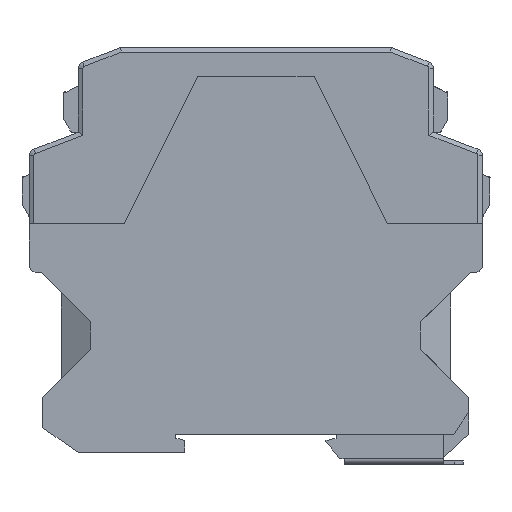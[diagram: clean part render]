
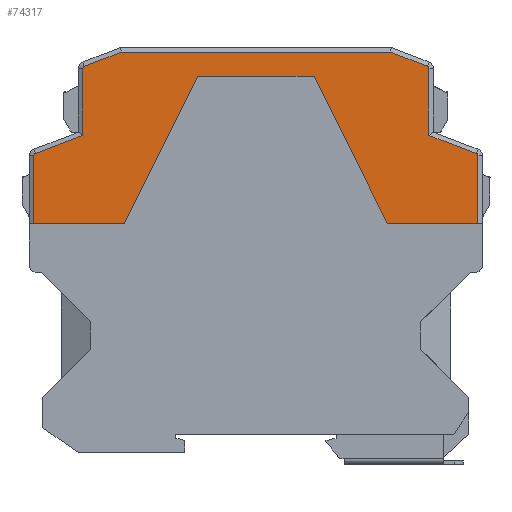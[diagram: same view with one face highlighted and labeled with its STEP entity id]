
A CAD part, left-side view. The second image highlights one B-rep face of the part: STEP entity #74317.
In plain terms, the highlighted face is planar.
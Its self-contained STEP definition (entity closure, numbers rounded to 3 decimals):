
#2801=CIRCLE('',#78936,0.5);
#2803=CIRCLE('',#78941,0.5);
#2829=CIRCLE('',#79090,0.5);
#2830=CIRCLE('',#79091,0.5);
#7264=VERTEX_POINT('',#110834);
#7265=VERTEX_POINT('',#110835);
#7276=VERTEX_POINT('',#110861);
#7277=VERTEX_POINT('',#110862);
#7288=VERTEX_POINT('',#110885);
#7289=VERTEX_POINT('',#110887);
#7329=VERTEX_POINT('',#110981);
#7330=VERTEX_POINT('',#110982);
#7351=VERTEX_POINT('',#111037);
#7358=VERTEX_POINT('',#111056);
#7486=VERTEX_POINT('',#111428);
#7487=VERTEX_POINT('',#111429);
#7490=VERTEX_POINT('',#111437);
#7491=VERTEX_POINT('',#111439);
#7519=VERTEX_POINT('',#111571);
#7520=VERTEX_POINT('',#111573);
#7524=VERTEX_POINT('',#111611);
#7525=VERTEX_POINT('',#111614);
#15631=VECTOR('',#90480,1.);
#15674=VECTOR('',#90537,1.);
#15700=VECTOR('',#90575,1.);
#15708=VECTOR('',#90586,1.);
#15886=VECTOR('',#90851,1.);
#15891=VECTOR('',#90857,1.);
#15893=VECTOR('',#90860,1.);
#15901=VECTOR('',#90871,1.);
#15956=VECTOR('',#90962,1.);
#15959=VECTOR('',#90967,1.);
#15974=VECTOR('',#91010,1.);
#15975=VECTOR('',#91011,1.);
#15976=VECTOR('',#91014,1.);
#15977=VECTOR('',#91015,1.);
#25038=LINE('',#110886,#15631);
#25081=LINE('',#110980,#15674);
#25107=LINE('',#111038,#15700);
#25115=LINE('',#111055,#15708);
#25293=LINE('',#111427,#15886);
#25298=LINE('',#111438,#15891);
#25300=LINE('',#111442,#15893);
#25308=LINE('',#111455,#15901);
#25363=LINE('',#111564,#15956);
#25366=LINE('',#111572,#15959);
#25381=LINE('',#111612,#15974);
#25382=LINE('',#111613,#15975);
#25383=LINE('',#111616,#15976);
#25384=LINE('',#111617,#15977);
#35465=EDGE_CURVE('',#7264,#7265,#2801,.T.);
#35477=EDGE_CURVE('',#7276,#7277,#2803,.T.);
#35489=EDGE_CURVE('',#7288,#7289,#25038,.T.);
#35534=EDGE_CURVE('',#7329,#7330,#25081,.T.);
#35562=EDGE_CURVE('',#7264,#7351,#25107,.T.);
#35570=EDGE_CURVE('',#7330,#7358,#25115,.T.);
#35765=EDGE_CURVE('',#7486,#7487,#25293,.T.);
#35770=EDGE_CURVE('',#7490,#7491,#25298,.T.);
#35772=EDGE_CURVE('',#7265,#7490,#25300,.T.);
#35780=EDGE_CURVE('',#7358,#7351,#25308,.T.);
#35837=EDGE_CURVE('',#7277,#7486,#25363,.T.);
#35840=EDGE_CURVE('',#7519,#7520,#25366,.T.);
#35860=EDGE_CURVE('',#7487,#7524,#2829,.T.);
#35861=EDGE_CURVE('',#7520,#7276,#25381,.T.);
#35862=EDGE_CURVE('',#7519,#7525,#25382,.T.);
#35863=EDGE_CURVE('',#7491,#7525,#2830,.T.);
#35864=EDGE_CURVE('',#7289,#7329,#25383,.T.);
#35865=EDGE_CURVE('',#7524,#7288,#25384,.T.);
#53259=ORIENTED_EDGE('',*,*,#35860,.F.);
#53260=ORIENTED_EDGE('',*,*,#35765,.F.);
#53261=ORIENTED_EDGE('',*,*,#35837,.F.);
#53262=ORIENTED_EDGE('',*,*,#35477,.F.);
#53263=ORIENTED_EDGE('',*,*,#35861,.F.);
#53264=ORIENTED_EDGE('',*,*,#35840,.F.);
#53265=ORIENTED_EDGE('',*,*,#35862,.T.);
#53266=ORIENTED_EDGE('',*,*,#35863,.F.);
#53267=ORIENTED_EDGE('',*,*,#35770,.F.);
#53268=ORIENTED_EDGE('',*,*,#35772,.F.);
#53269=ORIENTED_EDGE('',*,*,#35465,.F.);
#53270=ORIENTED_EDGE('',*,*,#35562,.T.);
#53271=ORIENTED_EDGE('',*,*,#35780,.F.);
#53272=ORIENTED_EDGE('',*,*,#35570,.F.);
#53273=ORIENTED_EDGE('',*,*,#35534,.F.);
#53274=ORIENTED_EDGE('',*,*,#35864,.F.);
#53275=ORIENTED_EDGE('',*,*,#35489,.F.);
#53276=ORIENTED_EDGE('',*,*,#35865,.F.);
#65617=EDGE_LOOP('',(#53259,#53260,#53261,#53262,#53263,#53264,#53265,#53266,
#53267,#53268,#53269,#53270,#53271,#53272,#53273,#53274,#53275,#53276));
#70047=FACE_BOUND('',#65617,.T.);
#74317=ADVANCED_FACE('',(#70047),#123501,.T.);
#78936=AXIS2_PLACEMENT_3D('',#110833,#90447,#90448);
#78941=AXIS2_PLACEMENT_3D('',#110860,#90465,#90466);
#79089=AXIS2_PLACEMENT_3D('',#111609,#91007,$);
#79090=AXIS2_PLACEMENT_3D('',#111610,#91008,#91009);
#79091=AXIS2_PLACEMENT_3D('',#111615,#91012,#91013);
#90447=DIRECTION('',(0.,0.,1.));
#90448=DIRECTION('',(0.5,0.,0.));
#90465=DIRECTION('',(0.,0.,1.));
#90466=DIRECTION('',(0.5,0.,0.));
#90480=DIRECTION('',(1.,0.,0.));
#90537=DIRECTION('',(1.,0.,0.));
#90575=DIRECTION('',(0.,-1.,0.));
#90586=DIRECTION('',(0.446,-0.895,0.));
#90851=DIRECTION('',(-0.934,-0.358,0.));
#90857=DIRECTION('',(0.,1.,0.));
#90860=DIRECTION('',(-0.934,0.358,0.));
#90871=DIRECTION('',(1.,0.,0.));
#90962=DIRECTION('',(0.,-1.,0.));
#90967=DIRECTION('',(-1.,0.,0.));
#91007=DIRECTION('',(0.,0.,-1.));
#91008=DIRECTION('',(0.,0.,1.));
#91009=DIRECTION('',(0.5,0.,0.));
#91010=DIRECTION('',(-0.934,-0.358,0.));
#91011=DIRECTION('',(0.934,-0.358,0.));
#91012=DIRECTION('',(0.,0.,1.));
#91013=DIRECTION('',(0.5,0.,0.));
#91014=DIRECTION('',(0.446,0.895,0.));
#91015=DIRECTION('',(0.,-1.,0.));
#110833=CARTESIAN_POINT('',(48.,91.368,3.8));
#110834=CARTESIAN_POINT('',(48.5,91.368,3.8));
#110835=CARTESIAN_POINT('',(48.179,91.835,3.8));
#110860=CARTESIAN_POINT('',(-37.3,110.438,3.8));
#110861=CARTESIAN_POINT('',(-37.479,110.904,3.8));
#110862=CARTESIAN_POINT('',(-37.8,110.438,3.8));
#110885=CARTESIAN_POINT('',(-48.5,76.5,3.8));
#110886=CARTESIAN_POINT('',(0.,76.5,3.8));
#110887=CARTESIAN_POINT('',(-28.75,76.5,3.8));
#110980=CARTESIAN_POINT('',(0.,108.7,3.8));
#110981=CARTESIAN_POINT('',(-12.7,108.7,3.8));
#110982=CARTESIAN_POINT('',(12.7,108.7,3.8));
#111037=CARTESIAN_POINT('',(48.5,76.5,3.8));
#111038=CARTESIAN_POINT('',(48.5,0.,3.8));
#111055=CARTESIAN_POINT('',(66.881,0.,3.8));
#111056=CARTESIAN_POINT('',(28.75,76.5,3.8));
#111427=CARTESIAN_POINT('',(0.,110.296,3.8));
#111428=CARTESIAN_POINT('',(-37.8,95.812,3.8));
#111429=CARTESIAN_POINT('',(-48.179,91.835,3.8));
#111437=CARTESIAN_POINT('',(37.8,95.812,3.8));
#111438=CARTESIAN_POINT('',(37.8,0.,3.8));
#111439=CARTESIAN_POINT('',(37.8,110.438,3.8));
#111442=CARTESIAN_POINT('',(0.,110.296,3.8));
#111455=CARTESIAN_POINT('',(0.,76.5,3.8));
#111564=CARTESIAN_POINT('',(-37.8,0.,3.8));
#111571=CARTESIAN_POINT('',(29.415,114.,3.8));
#111572=CARTESIAN_POINT('',(0.,114.,3.8));
#111573=CARTESIAN_POINT('',(-29.415,114.,3.8));
#111609=CARTESIAN_POINT('',(-32.387,84.907,3.8));
#111610=CARTESIAN_POINT('',(-48.,91.368,3.8));
#111611=CARTESIAN_POINT('',(-48.5,91.368,3.8));
#111612=CARTESIAN_POINT('',(0.,125.291,3.8));
#111613=CARTESIAN_POINT('',(0.,125.291,3.8));
#111614=CARTESIAN_POINT('',(37.479,110.904,3.8));
#111615=CARTESIAN_POINT('',(37.3,110.438,3.8));
#111616=CARTESIAN_POINT('',(-66.881,0.,3.8));
#111617=CARTESIAN_POINT('',(-48.5,0.,3.8));
#123501=PLANE('',#79089);
